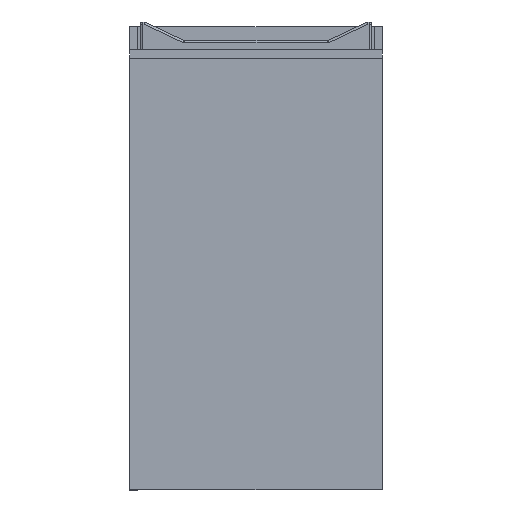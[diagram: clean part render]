
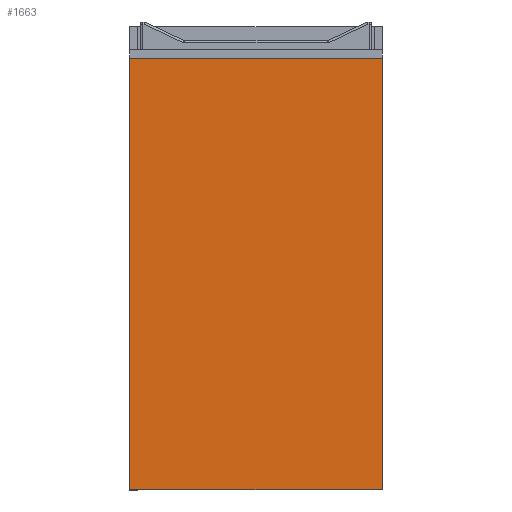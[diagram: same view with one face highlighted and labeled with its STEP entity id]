
A CAD part, left-side view. The second image highlights one B-rep face of the part: STEP entity #1663.
In plain terms, the highlighted face is planar.
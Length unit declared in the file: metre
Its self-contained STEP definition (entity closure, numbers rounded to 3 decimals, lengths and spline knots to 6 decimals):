
#562=ORIENTED_EDGE('',*,*,#790,.T.);
#563=ORIENTED_EDGE('',*,*,#800,.T.);
#564=ORIENTED_EDGE('',*,*,#797,.F.);
#565=ORIENTED_EDGE('',*,*,#794,.F.);
#790=EDGE_CURVE('',#934,#935,#1086,.T.);
#794=EDGE_CURVE('',#934,#938,#1090,.T.);
#797=EDGE_CURVE('',#938,#940,#1093,.T.);
#800=EDGE_CURVE('',#935,#940,#1096,.T.);
#934=VERTEX_POINT('',#2841);
#935=VERTEX_POINT('',#2842);
#938=VERTEX_POINT('',#2850);
#940=VERTEX_POINT('',#2856);
#1086=LINE('',#2840,#1250);
#1090=LINE('',#2849,#1254);
#1093=LINE('',#2855,#1257);
#1096=LINE('',#2861,#1260);
#1250=VECTOR('',#2376,1.);
#1254=VECTOR('',#2382,1.);
#1257=VECTOR('',#2387,1.);
#1260=VECTOR('',#2392,1.);
#1383=EDGE_LOOP('',(#562,#563,#564,#565));
#1493=FACE_BOUND('',#1383,.T.);
#1561=PLANE('',#1937);
#1663=ADVANCED_FACE('',(#1493),#1561,.F.);
#1937=AXIS2_PLACEMENT_3D('',#2864,#2396,#2397);
#2376=DIRECTION('',(1.,0.,0.));
#2382=DIRECTION('',(0.,-1.,0.));
#2387=DIRECTION('',(1.,0.,0.));
#2392=DIRECTION('',(0.,-1.,0.));
#2396=DIRECTION('',(0.,0.,1.));
#2397=DIRECTION('',(1.,0.,0.));
#2840=CARTESIAN_POINT('',(0.,0.273,0.));
#2841=CARTESIAN_POINT('',(-0.466,0.273,0.));
#2842=CARTESIAN_POINT('',(0.466,0.273,0.));
#2849=CARTESIAN_POINT('',(-0.466,0.,0.));
#2850=CARTESIAN_POINT('',(-0.466,-0.273,0.));
#2855=CARTESIAN_POINT('',(0.,-0.273,0.));
#2856=CARTESIAN_POINT('',(0.466,-0.273,0.));
#2861=CARTESIAN_POINT('',(0.466,0.,0.));
#2864=CARTESIAN_POINT('',(0.,0.,0.));
